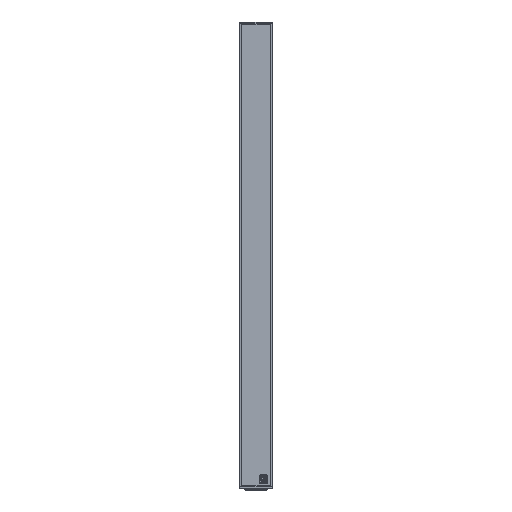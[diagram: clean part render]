
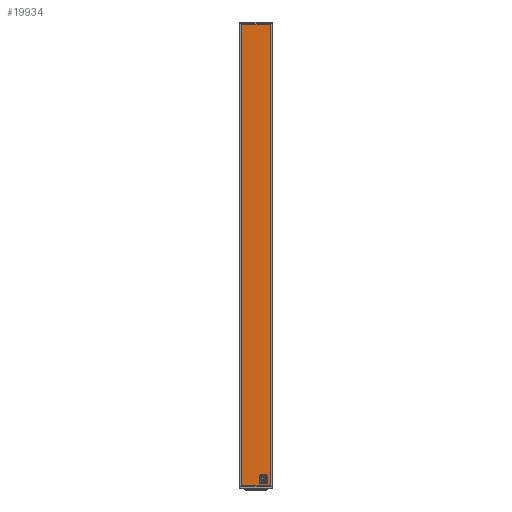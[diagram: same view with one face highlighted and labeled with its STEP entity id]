
A CAD part, front view. The second image highlights one B-rep face of the part: STEP entity #19934.
In plain terms, the highlighted planar face has unit normal (0, -1, 0).
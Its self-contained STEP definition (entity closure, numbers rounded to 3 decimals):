
#847=FACE_BOUND('',#3962,.T.);
#887=CIRCLE('',#21202,2.5);
#892=CIRCLE('',#21209,2.5);
#907=CIRCLE('',#21234,2.5);
#911=CIRCLE('',#21240,2.5);
#2677=FACE_OUTER_BOUND('',#3961,.T.);
#3961=EDGE_LOOP('',(#12743,#12744,#12745,#12746));
#3962=EDGE_LOOP('',(#12747,#12748,#12749,#12750,#12751,#12752,#12753,#12754));
#5384=LINE('',#33276,#6476);
#5386=LINE('',#33288,#6478);
#5394=LINE('',#33336,#6486);
#5396=LINE('',#33358,#6488);
#5398=LINE('',#33367,#6490);
#5399=LINE('',#33371,#6491);
#5400=LINE('',#33372,#6492);
#5401=LINE('',#33373,#6493);
#6476=VECTOR('',#24513,10.);
#6478=VECTOR('',#24527,10.);
#6486=VECTOR('',#24561,10.);
#6488=VECTOR('',#24587,10.);
#6490=VECTOR('',#24599,10.);
#6491=VECTOR('',#24602,10.);
#6492=VECTOR('',#24603,10.);
#6493=VECTOR('',#24604,10.);
#7572=VERTEX_POINT('',#33266);
#7573=VERTEX_POINT('',#33268);
#7575=VERTEX_POINT('',#33274);
#7577=VERTEX_POINT('',#33280);
#7579=VERTEX_POINT('',#33286);
#7591=VERTEX_POINT('',#33326);
#7594=VERTEX_POINT('',#33334);
#7600=VERTEX_POINT('',#33350);
#7602=VERTEX_POINT('',#33356);
#7604=VERTEX_POINT('',#33362);
#7605=VERTEX_POINT('',#33369);
#7606=VERTEX_POINT('',#33370);
#9389=EDGE_CURVE('',#7572,#7573,#887,.T.);
#9393=EDGE_CURVE('',#7575,#7572,#5384,.T.);
#9396=EDGE_CURVE('',#7577,#7575,#892,.T.);
#9399=EDGE_CURVE('',#7579,#7577,#5386,.T.);
#9417=EDGE_CURVE('',#7594,#7591,#5394,.T.);
#9425=EDGE_CURVE('',#7600,#7579,#907,.T.);
#9428=EDGE_CURVE('',#7602,#7600,#5396,.T.);
#9431=EDGE_CURVE('',#7604,#7602,#911,.T.);
#9433=EDGE_CURVE('',#7573,#7604,#5398,.T.);
#9434=EDGE_CURVE('',#7605,#7606,#5399,.T.);
#9435=EDGE_CURVE('',#7591,#7605,#5400,.T.);
#9436=EDGE_CURVE('',#7606,#7594,#5401,.T.);
#12743=ORIENTED_EDGE('',*,*,#9434,.F.);
#12744=ORIENTED_EDGE('',*,*,#9435,.F.);
#12745=ORIENTED_EDGE('',*,*,#9417,.F.);
#12746=ORIENTED_EDGE('',*,*,#9436,.F.);
#12747=ORIENTED_EDGE('',*,*,#9399,.F.);
#12748=ORIENTED_EDGE('',*,*,#9425,.F.);
#12749=ORIENTED_EDGE('',*,*,#9428,.F.);
#12750=ORIENTED_EDGE('',*,*,#9431,.F.);
#12751=ORIENTED_EDGE('',*,*,#9433,.F.);
#12752=ORIENTED_EDGE('',*,*,#9389,.F.);
#12753=ORIENTED_EDGE('',*,*,#9393,.F.);
#12754=ORIENTED_EDGE('',*,*,#9396,.F.);
#17940=PLANE('',#21242);
#19934=ADVANCED_FACE('',(#2677,#847),#17940,.T.);
#21202=AXIS2_PLACEMENT_3D('',#33269,#24504,#24505);
#21209=AXIS2_PLACEMENT_3D('',#33282,#24520,#24521);
#21234=AXIS2_PLACEMENT_3D('',#33352,#24580,#24581);
#21240=AXIS2_PLACEMENT_3D('',#33364,#24594,#24595);
#21242=AXIS2_PLACEMENT_3D('',#33368,#24600,#24601);
#24504=DIRECTION('center_axis',(0.,-1.,0.));
#24505=DIRECTION('ref_axis',(-0.707,0.,-0.707));
#24513=DIRECTION('',(0.,0.,-1.));
#24520=DIRECTION('center_axis',(0.,-1.,0.));
#24521=DIRECTION('ref_axis',(-0.707,0.,0.707));
#24527=DIRECTION('',(-1.,0.,0.));
#24561=DIRECTION('',(1.,0.,0.));
#24580=DIRECTION('center_axis',(0.,-1.,0.));
#24581=DIRECTION('ref_axis',(0.707,0.,0.707));
#24587=DIRECTION('',(0.,0.,1.));
#24594=DIRECTION('center_axis',(0.,-1.,0.));
#24595=DIRECTION('ref_axis',(0.707,0.,-0.707));
#24599=DIRECTION('',(1.,0.,0.));
#24600=DIRECTION('center_axis',(0.,-1.,0.));
#24601=DIRECTION('ref_axis',(1.,0.,0.));
#24602=DIRECTION('',(-1.,0.,0.));
#24603=DIRECTION('',(0.,0.,-1.));
#24604=DIRECTION('',(0.,0.,1.));
#33266=CARTESIAN_POINT('',(7.037,-146.691,-86.));
#33268=CARTESIAN_POINT('',(9.537,-146.691,-88.5));
#33269=CARTESIAN_POINT('Origin',(9.537,-146.691,-86.));
#33274=CARTESIAN_POINT('',(7.037,-146.691,-73.));
#33276=CARTESIAN_POINT('',(7.037,-146.691,159.5));
#33280=CARTESIAN_POINT('',(9.537,-146.691,-70.5));
#33282=CARTESIAN_POINT('Origin',(9.537,-146.691,-73.));
#33286=CARTESIAN_POINT('',(22.537,-146.691,-70.5));
#33288=CARTESIAN_POINT('',(4.787,-146.691,-70.5));
#33326=CARTESIAN_POINT('',(30.537,-146.691,904.));
#33334=CARTESIAN_POINT('',(-30.463,-146.691,904.));
#33336=CARTESIAN_POINT('',(15.787,-146.691,904.));
#33350=CARTESIAN_POINT('',(25.037,-146.691,-73.));
#33352=CARTESIAN_POINT('Origin',(22.537,-146.691,-73.));
#33356=CARTESIAN_POINT('',(25.037,-146.691,-86.));
#33358=CARTESIAN_POINT('',(25.037,-146.691,166.));
#33362=CARTESIAN_POINT('',(22.537,-146.691,-88.5));
#33364=CARTESIAN_POINT('Origin',(22.537,-146.691,-86.));
#33367=CARTESIAN_POINT('',(11.287,-146.691,-88.5));
#33368=CARTESIAN_POINT('Origin',(0.037,-146.691,405.));
#33369=CARTESIAN_POINT('',(30.537,-146.691,-94.));
#33370=CARTESIAN_POINT('',(-30.463,-146.691,-94.));
#33371=CARTESIAN_POINT('',(-15.713,-146.691,-94.));
#33372=CARTESIAN_POINT('',(30.537,-146.691,155.));
#33373=CARTESIAN_POINT('',(-30.463,-146.691,655.));
